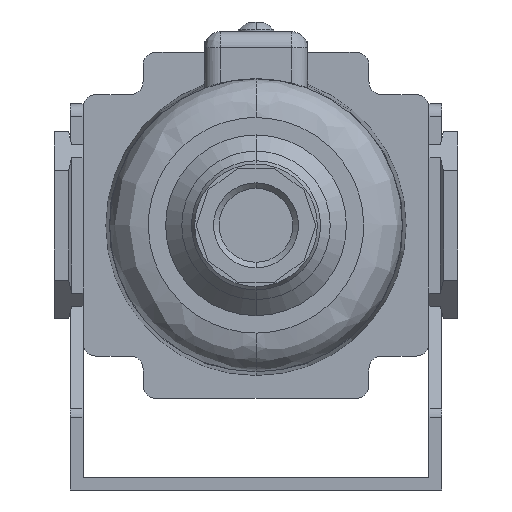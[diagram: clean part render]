
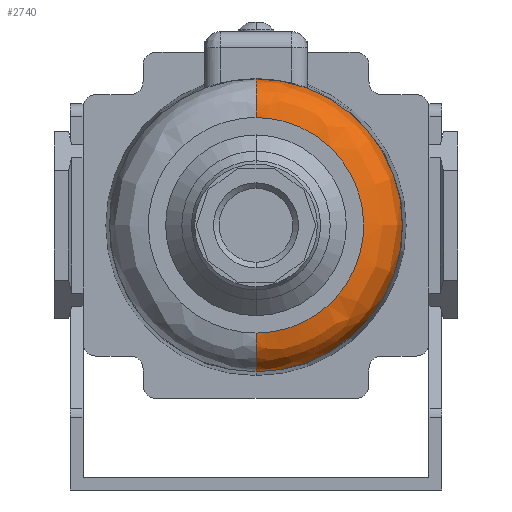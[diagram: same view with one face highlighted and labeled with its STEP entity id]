
A CAD part, front view. The second image highlights one B-rep face of the part: STEP entity #2740.
In plain terms, the highlighted free-form (B-spline) face has degree [3, 3] with [4, 4] control points.
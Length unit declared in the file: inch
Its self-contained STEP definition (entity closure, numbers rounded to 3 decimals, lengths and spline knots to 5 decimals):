
#12 = CARTESIAN_POINT ( 'NONE',  ( 0., -5.25984, 0.65692 ) ) ;
#66 = CARTESIAN_POINT ( 'NONE',  ( 1.58928, -5.25984, -0.79464 ) ) ;
#185 = DIRECTION ( 'NONE',  ( 0., 0., 1. ) ) ;
#204 = CARTESIAN_POINT ( 'NONE',  ( 1.31384, -5.25984, 0.65692 ) ) ;
#559 = CARTESIAN_POINT ( 'NONE',  ( 0., -5.16275, 0.89231 ) ) ;
#580 = CARTESIAN_POINT ( 'NONE',  ( 1.31384, -5.25984, 0.65692 ) ) ;
#591 = CIRCLE ( 'NONE', #1315, 0.23622 ) ;
#640 = DIRECTION ( 'NONE',  ( -1., 0., 0. ) ) ;
#701 = CARTESIAN_POINT ( 'NONE',  ( 0., -5.25984, -0.65692 ) ) ;
#783 = VERTEX_POINT ( 'NONE', #5487 ) ;
#1048 = CARTESIAN_POINT ( 'NONE',  ( 0., -5.02504, 0.89314 ) ) ;
#1137 = CARTESIAN_POINT ( 'NONE',  ( 0., -5.02504, 0. ) ) ;
#1215 = DIRECTION ( 'NONE',  ( 0., 0., -1. ) ) ;
#1315 = AXIS2_PLACEMENT_3D ( 'NONE', #6061, #640, #185 ) ;
#1376 = CARTESIAN_POINT ( 'NONE',  ( 0., -5.25984, 0.65692 ) ) ;
#1455 = CARTESIAN_POINT ( 'NONE',  ( 0., -5.02504, 0.89314 ) ) ;
#1542 = CARTESIAN_POINT ( 'NONE',  ( 1.58928, -5.25984, 0.79464 ) ) ;
#1662 = DIRECTION ( 'NONE',  ( 1., 0., 0. ) ) ;
#2028 = CARTESIAN_POINT ( 'NONE',  ( 1.78628, -5.02504, -0.89314 ) ) ;
#2478 = CARTESIAN_POINT ( 'NONE',  ( 0., -5.25984, 0.79464 ) ) ;
#2534 = CARTESIAN_POINT ( 'NONE',  ( 0., -5.02504, -0.89314 ) ) ;
#2740 = ADVANCED_FACE ( 'NONE', ( #5523 ), #4437, .T. ) ;
#2891 = AXIS2_PLACEMENT_3D ( 'NONE', #1137, #4681, #3583 ) ;
#3005 = CARTESIAN_POINT ( 'NONE',  ( 0., -5.25984, -0.79464 ) ) ;
#3121 = CIRCLE ( 'NONE', #4231, 0.23622 ) ;
#3428 = CARTESIAN_POINT ( 'NONE',  ( 0., -5.25984, -0.65692 ) ) ;
#3497 = CARTESIAN_POINT ( 'NONE',  ( 1.78463, -5.16275, 0.89231 ) ) ;
#3549 = EDGE_CURVE ( 'NONE', #4825, #5865, #591, .T. ) ;
#3558 = EDGE_LOOP ( 'NONE', ( #4522, #4386, #5000, #6105 ) ) ;
#3583 = DIRECTION ( 'NONE',  ( 0., 0., 1. ) ) ;
#3992 = CARTESIAN_POINT ( 'NONE',  ( 0., -5.16275, -0.89231 ) ) ;
#4012 = CARTESIAN_POINT ( 'NONE',  ( 1.78463, -5.16275, -0.89231 ) ) ;
#4231 = AXIS2_PLACEMENT_3D ( 'NONE', #6042, #1662, #1215 ) ;
#4238 = CIRCLE ( 'NONE', #2891, 0.89314 ) ;
#4386 = ORIENTED_EDGE ( 'NONE', *, *, #4622, .T. ) ;
#4437 =( BOUNDED_SURFACE ( )  B_SPLINE_SURFACE ( 3, 3, ( 
 ( #3428, #5943, #580, #12 ),
 ( #3005, #66, #1542, #2478 ),
 ( #3992, #4012, #3497, #559 ),
 ( #2534, #2028, #4515, #1048 ) ),
 .UNSPECIFIED., .F., .F., .F. ) 
 B_SPLINE_SURFACE_WITH_KNOTS ( ( 4, 4 ),
 ( 4, 4 ),
 ( 0., 1. ),
 ( 0., 1. ),
 .UNSPECIFIED. ) 
 GEOMETRIC_REPRESENTATION_ITEM ( )  RATIONAL_B_SPLINE_SURFACE ( (
 ( 1., 0.333, 0.333, 1.),
 ( 0.806, 0.269, 0.269, 0.806),
 ( 0.806, 0.269, 0.269, 0.806),
 ( 1., 0.333, 0.333, 1.) ) ) 
 REPRESENTATION_ITEM ( '' )  SURFACE ( )  );
#4515 = CARTESIAN_POINT ( 'NONE',  ( 1.78628, -5.02504, 0.89314 ) ) ;
#4522 = ORIENTED_EDGE ( 'NONE', *, *, #3549, .F. ) ;
#4571 = EDGE_CURVE ( 'NONE', #783, #6087, #3121, .T. ) ;
#4622 = EDGE_CURVE ( 'NONE', #4825, #783, #4710, .T. ) ;
#4681 = DIRECTION ( 'NONE',  ( 0., 1., 0. ) ) ;
#4710 =( BOUNDED_CURVE ( )  B_SPLINE_CURVE ( 3, ( #5133, #204, #5052, #701 ),
 .UNSPECIFIED., .F., .T. ) 
 B_SPLINE_CURVE_WITH_KNOTS ( ( 4, 4 ),
 ( 0.5, 1. ),
 .UNSPECIFIED. ) 
 CURVE ( )  GEOMETRIC_REPRESENTATION_ITEM ( )  RATIONAL_B_SPLINE_CURVE ( ( 1., 0.333, 0.333, 1. ) ) 
 REPRESENTATION_ITEM ( '' )  );
#4825 = VERTEX_POINT ( 'NONE', #1376 ) ;
#5000 = ORIENTED_EDGE ( 'NONE', *, *, #4571, .T. ) ;
#5017 = CARTESIAN_POINT ( 'NONE',  ( 0., -5.02504, -0.89314 ) ) ;
#5052 = CARTESIAN_POINT ( 'NONE',  ( 1.31384, -5.25984, -0.65692 ) ) ;
#5133 = CARTESIAN_POINT ( 'NONE',  ( 0., -5.25984, 0.65692 ) ) ;
#5487 = CARTESIAN_POINT ( 'NONE',  ( 0., -5.25984, -0.65692 ) ) ;
#5523 = FACE_OUTER_BOUND ( 'NONE', #3558, .T. ) ;
#5865 = VERTEX_POINT ( 'NONE', #1455 ) ;
#5943 = CARTESIAN_POINT ( 'NONE',  ( 1.31384, -5.25984, -0.65692 ) ) ;
#6042 = CARTESIAN_POINT ( 'NONE',  ( 0., -5.02362, -0.65692 ) ) ;
#6050 = EDGE_CURVE ( 'NONE', #5865, #6087, #4238, .T. ) ;
#6061 = CARTESIAN_POINT ( 'NONE',  ( 0., -5.02362, 0.65692 ) ) ;
#6087 = VERTEX_POINT ( 'NONE', #5017 ) ;
#6105 = ORIENTED_EDGE ( 'NONE', *, *, #6050, .F. ) ;
